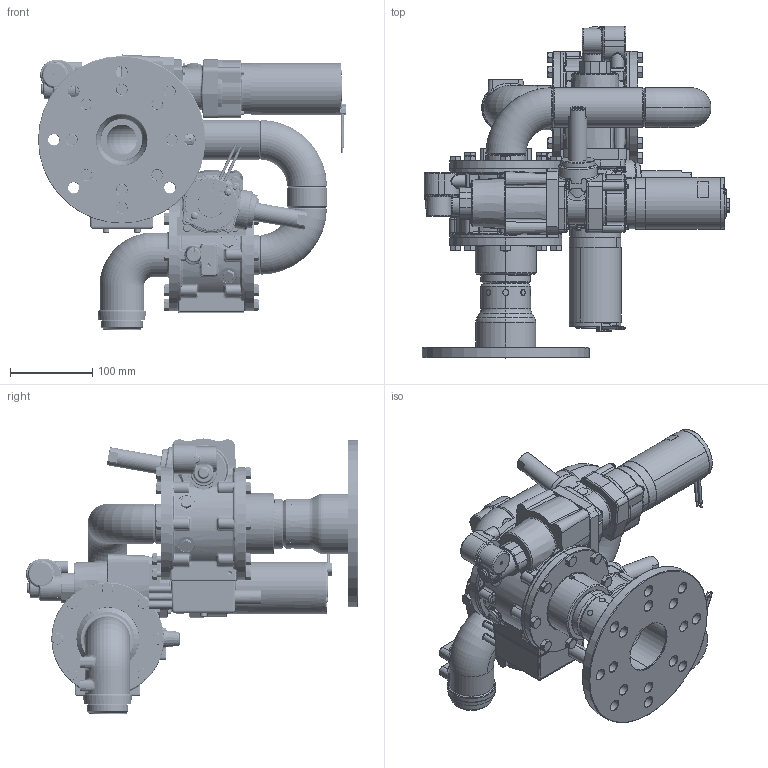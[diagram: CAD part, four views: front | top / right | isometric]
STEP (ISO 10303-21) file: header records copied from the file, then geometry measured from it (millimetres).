
FILE_DESCRIPTION((''),'2;1');
FILE_NAME('D44363_SW0001','2013-07-01T',('jhabe'),(''),'PRO/ENGINEER BY PARAMETRIC TECHNOLOGY CORPORATION, 2011310','PRO/ENGINEER BY PARAMETRIC TECHNOLOGY CORPORATION, 2011310','');
FILE_SCHEMA(('CONFIG_CONTROL_DESIGN'));
Products named in the file (1): D44363_SW0001
Bounding box: 373.85 x 403.03 x 334.06 mm (x, y, z)
Surface area: 802574.9 mm2 (no closed solid volume)
Topology: 0 solids, 160 shells, 3129 faces, 8364 edges, 5398 vertices
Faces by surface type: plane 995, cylinder 828, cone 547, bspline 475, torus 255, sphere 29
Entity records: 130940 total; most frequent: CARTESIAN_POINT 58062, ORIENTED_EDGE 14989, DIRECTION 14169, EDGE_CURVE 8340, AXIS2_PLACEMENT_3D 5584, VERTEX_POINT 5398, EDGE_LOOP 3551, FACE_OUTER_BOUND 3129
